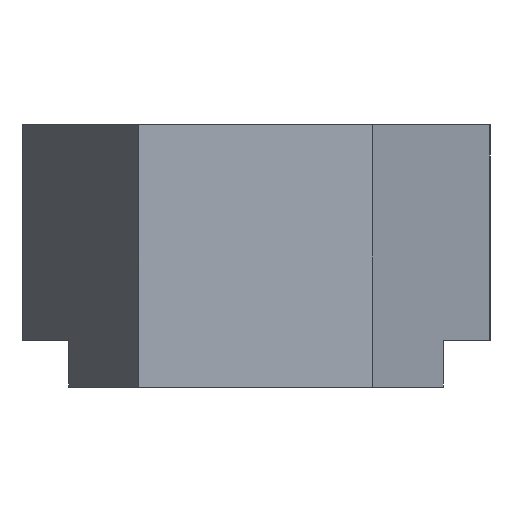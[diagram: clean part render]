
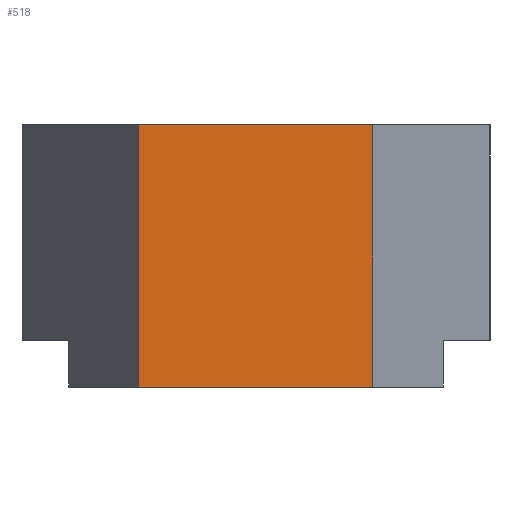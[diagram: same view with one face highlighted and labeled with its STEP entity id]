
A CAD part, left-side view. The second image highlights one B-rep face of the part: STEP entity #518.
In plain terms, the highlighted planar face has unit normal (-1, 0, 0).
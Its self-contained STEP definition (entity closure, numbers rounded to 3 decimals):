
#6 = VERTEX_POINT ( 'NONE', #169 ) ;
#23 = VECTOR ( 'NONE', #304, 1000. ) ;
#26 = EDGE_CURVE ( 'NONE', #359, #6, #355, .T. ) ;
#31 = DIRECTION ( 'NONE',  ( 0., -1., 0. ) ) ;
#44 = ORIENTED_EDGE ( 'NONE', *, *, #276, .F. ) ;
#131 = ORIENTED_EDGE ( 'NONE', *, *, #225, .F. ) ;
#158 = CARTESIAN_POINT ( 'NONE',  ( -125., -20., 0. ) ) ;
#160 = CARTESIAN_POINT ( 'NONE',  ( -125., 25., 28. ) ) ;
#167 = CARTESIAN_POINT ( 'NONE',  ( -125., 12.5, 28. ) ) ;
#169 = CARTESIAN_POINT ( 'NONE',  ( -125., 12.5, 0. ) ) ;
#180 = VECTOR ( 'NONE', #31, 1000. ) ;
#190 = EDGE_LOOP ( 'NONE', ( #696, #131, #313, #44 ) ) ;
#223 = DIRECTION ( 'NONE',  ( 0., 0., -1. ) ) ;
#225 = EDGE_CURVE ( 'NONE', #398, #6, #646, .T. ) ;
#276 = EDGE_CURVE ( 'NONE', #359, #647, #581, .T. ) ;
#303 = CARTESIAN_POINT ( 'NONE',  ( -125., 12.5, 28. ) ) ;
#304 = DIRECTION ( 'NONE',  ( 0., 0., -1. ) ) ;
#313 = ORIENTED_EDGE ( 'NONE', *, *, #620, .F. ) ;
#355 = LINE ( 'NONE', #303, #708 ) ;
#359 = VERTEX_POINT ( 'NONE', #167 ) ;
#393 = AXIS2_PLACEMENT_3D ( 'NONE', #549, #666, #774 ) ;
#398 = VERTEX_POINT ( 'NONE', #612 ) ;
#503 = VECTOR ( 'NONE', #643, 1000. ) ;
#518 = ADVANCED_FACE ( 'NONE', ( #735 ), #591, .F. ) ;
#534 = CARTESIAN_POINT ( 'NONE',  ( -125., -12.5, 28. ) ) ;
#545 = LINE ( 'NONE', #783, #23 ) ;
#549 = CARTESIAN_POINT ( 'NONE',  ( -125., 25., 28. ) ) ;
#581 = LINE ( 'NONE', #160, #180 ) ;
#591 = PLANE ( 'NONE',  #393 ) ;
#612 = CARTESIAN_POINT ( 'NONE',  ( -125., -12.5, 0. ) ) ;
#620 = EDGE_CURVE ( 'NONE', #647, #398, #545, .T. ) ;
#643 = DIRECTION ( 'NONE',  ( 0., 1., 0. ) ) ;
#646 = LINE ( 'NONE', #158, #503 ) ;
#647 = VERTEX_POINT ( 'NONE', #534 ) ;
#666 = DIRECTION ( 'NONE',  ( 1., 0., 0. ) ) ;
#696 = ORIENTED_EDGE ( 'NONE', *, *, #26, .T. ) ;
#708 = VECTOR ( 'NONE', #223, 1000. ) ;
#735 = FACE_OUTER_BOUND ( 'NONE', #190, .T. ) ;
#774 = DIRECTION ( 'NONE',  ( 0., 0., -1. ) ) ;
#783 = CARTESIAN_POINT ( 'NONE',  ( -125., -12.5, 28. ) ) ;
